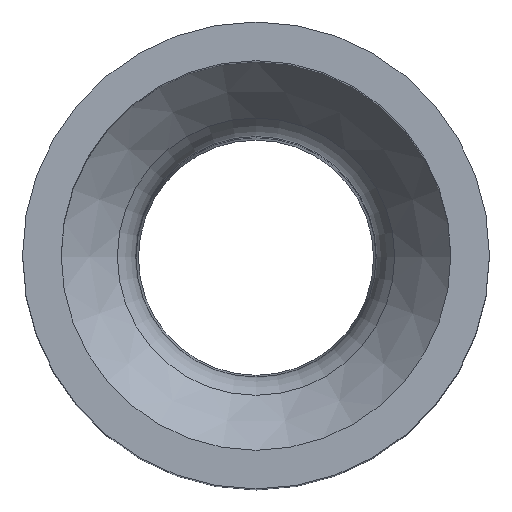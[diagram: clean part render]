
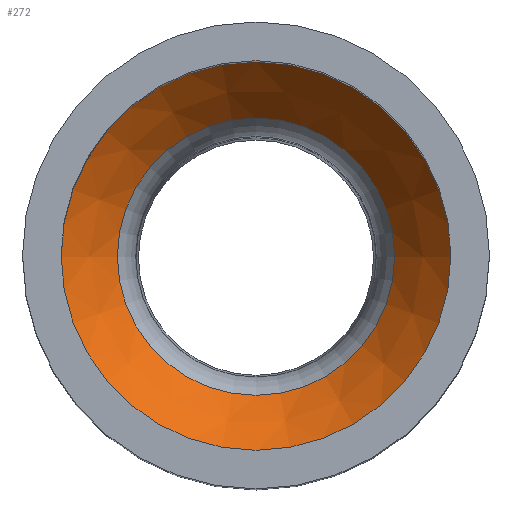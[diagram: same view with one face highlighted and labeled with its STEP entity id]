
A CAD part, top view. The second image highlights one B-rep face of the part: STEP entity #272.
In plain terms, the highlighted conical face has half-angle 39.171 degrees and reference radius 271.737 mm.
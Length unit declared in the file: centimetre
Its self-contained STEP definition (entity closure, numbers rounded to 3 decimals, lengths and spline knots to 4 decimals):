
#24=CONICAL_SURFACE('',#319,27.1737,0.684);
#52=FACE_OUTER_BOUND('',#71,.T.);
#71=EDGE_LOOP('',(#243,#244,#245,#246,#247));
#80=LINE('',#525,#89);
#89=VECTOR('',#417,27.1737);
#109=CIRCLE('',#306,22.5974);
#113=CIRCLE('',#310,22.5974);
#118=CIRCLE('',#318,31.75);
#135=VERTEX_POINT('',#501);
#136=VERTEX_POINT('',#502);
#142=VERTEX_POINT('',#521);
#166=EDGE_CURVE('',#135,#136,#109,.T.);
#170=EDGE_CURVE('',#136,#135,#113,.T.);
#177=EDGE_CURVE('',#142,#142,#118,.T.);
#178=EDGE_CURVE('',#135,#142,#80,.T.);
#243=ORIENTED_EDGE('',*,*,#166,.F.);
#244=ORIENTED_EDGE('',*,*,#178,.T.);
#245=ORIENTED_EDGE('',*,*,#177,.T.);
#246=ORIENTED_EDGE('',*,*,#178,.F.);
#247=ORIENTED_EDGE('',*,*,#170,.F.);
#272=ADVANCED_FACE('',(#52),#24,.F.);
#306=AXIS2_PLACEMENT_3D('',#503,#387,#388);
#310=AXIS2_PLACEMENT_3D('',#509,#395,#396);
#318=AXIS2_PLACEMENT_3D('',#523,#413,#414);
#319=AXIS2_PLACEMENT_3D('',#524,#415,#416);
#387=DIRECTION('center_axis',(0.,0.,
1.));
#388=DIRECTION('ref_axis',(1.,0.,0.));
#395=DIRECTION('center_axis',(0.,0.,
1.));
#396=DIRECTION('ref_axis',(1.,0.,0.));
#413=DIRECTION('center_axis',(0.,0.,
1.));
#414=DIRECTION('ref_axis',(1.,0.,0.));
#415=DIRECTION('center_axis',(0.,0.,
1.));
#416=DIRECTION('ref_axis',(1.,0.,0.));
#417=DIRECTION('',(-0.632,0.,0.775));
#501=CARTESIAN_POINT('',(107.1999,97.1939,-161.2686));
#502=CARTESIAN_POINT('',(129.7973,119.7914,-161.2686));
#503=CARTESIAN_POINT('Origin',(129.7973,97.1939,-161.2686));
#509=CARTESIAN_POINT('Origin',(129.7973,97.1939,-161.2686));
#521=CARTESIAN_POINT('',(98.0473,97.1939,-150.0351));
#523=CARTESIAN_POINT('Origin',(129.7973,97.1939,-150.0351));
#524=CARTESIAN_POINT('Origin',(129.7973,97.1939,-155.6518));
#525=CARTESIAN_POINT('',(102.6236,97.1939,-155.6518));
